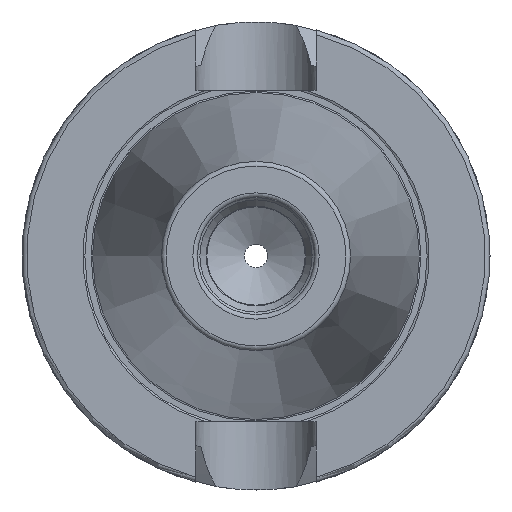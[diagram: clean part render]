
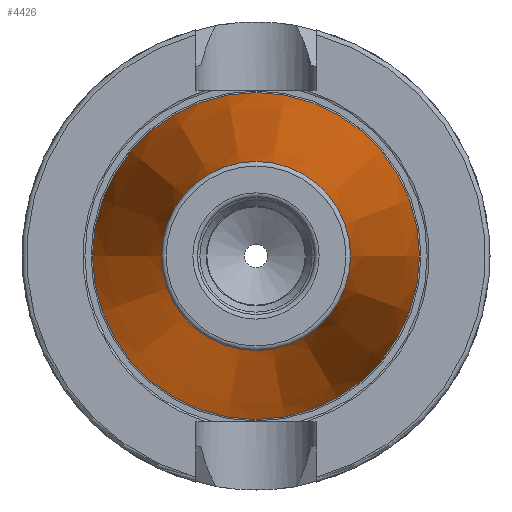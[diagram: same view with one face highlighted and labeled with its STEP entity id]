
A CAD part, left-side view. The second image highlights one B-rep face of the part: STEP entity #4426.
In plain terms, the highlighted conical face has half-angle 8.297 degrees and reference radius 27.564 mm.
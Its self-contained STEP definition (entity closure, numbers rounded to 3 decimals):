
#3770=CARTESIAN_POINT('',(0.0,34.925,0.0));
#3771=VERTEX_POINT('',#3770);
#3772=CARTESIAN_POINT('',(0.0,0.0,0.0));
#3773=DIRECTION('',(1.0,0.0,0.0));
#3774=DIRECTION('',(0.0,1.0,0.0));
#3775=AXIS2_PLACEMENT_3D('',#3772,#3773,#3774);
#3776=CIRCLE('',#3775,34.925);
#3777=EDGE_CURVE('',#3771,#3771,#3776,.T.);
#4400=CARTESIAN_POINT('',(-100.944,20.204,0.0));
#4401=VERTEX_POINT('',#4400);
#4402=CARTESIAN_POINT('',(-100.944,0.0,0.0));
#4403=DIRECTION('',(1.0,0.0,0.0));
#4404=DIRECTION('',(0.0,1.0,0.0));
#4405=AXIS2_PLACEMENT_3D('',#4402,#4403,#4404);
#4406=CIRCLE('',#4405,20.204);
#4407=EDGE_CURVE('',#4401,#4401,#4406,.T.);
#4415=CARTESIAN_POINT('',(-50.472,0.0,0.0));
#4416=DIRECTION('',(1.0,0.0,0.0));
#4417=DIRECTION('',(0.0,1.0,0.0));
#4418=AXIS2_PLACEMENT_3D('',#4415,#4416,#4417);
#4419=CONICAL_SURFACE('',#4418,27.564,8.297);
#4420=ORIENTED_EDGE('',*,*,#3777,.F.);
#4421=EDGE_LOOP('',(#4420));
#4422=FACE_OUTER_BOUND('',#4421,.T.);
#4423=ORIENTED_EDGE('',*,*,#4407,.T.);
#4424=EDGE_LOOP('',(#4423));
#4425=FACE_BOUND('',#4424,.T.);
#4426=ADVANCED_FACE('',(#4422,#4425),#4419,.T.);
